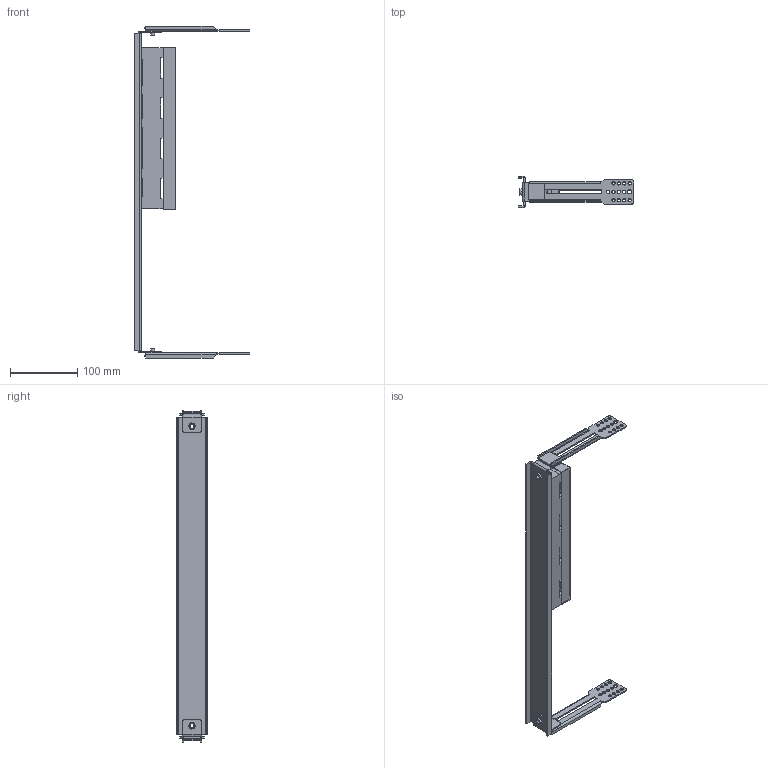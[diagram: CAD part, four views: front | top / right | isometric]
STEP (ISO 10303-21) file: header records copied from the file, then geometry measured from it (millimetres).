
FILE_DESCRIPTION((''),'2;1');
FILE_NAME('001341880_LG_T6_A_EPLAN_ASM','2023-03-08T13:37:39',('klemen.sitar'),('Audax d.o.o.'),'CREO PARAMETRIC BY PTC INC, 2021304','CREO PARAMETRIC BY PTC INC, 2021304','');
FILE_SCHEMA(('AP242_MANAGED_MODEL_BASED_3D_ENGINEERING_MIM_LF { 1 0 10303 442 1 1 4 }'));
Length unit declared in the file: millimetre
Products named in the file (14): OPEN_CASCADE_STEP_TRANSLAT-28_2; OPEN_CASCADE_STEP_TRANSLATOR-_4_ASM; P1_ASM; 33675_01_L_SST-UNTERTEIL_4-PO_1; 67481_EJOT-PT-SCHRAUBE_1_1_1; PRT0114_1_1; G1440002_L_SAMMELSCHIENENTRAE_1_ASM; ASM0002_ASM; OPEN_CASCADE_STEP_TRANSLATOR_17; PRT0003_1; OPEN_CASCADE_STEP_TRANSLAT-2617; ASM0001_ASM_1_1_ASM; 001341201_LG_V6R_B_ASM; 001341880_LG_T6_A_EPLAN_ASM
Assembly tree (18 placements, depth 4):
  001341880_LG_T6_A_EPLAN_ASM
    P1_ASM
      OPEN_CASCADE_STEP_TRANSLATOR-_4_ASM
        OPEN_CASCADE_STEP_TRANSLAT-28_2
    ASM0002_ASM
      G1440002_L_SAMMELSCHIENENTRAE_1_ASM
        33675_01_L_SST-UNTERTEIL_4-PO_1
        67481_EJOT-PT-SCHRAUBE_1_1_1  x5
        PRT0114_1_1
    001341201_LG_V6R_B_ASM  x2
      ASM0001_ASM_1_1_ASM
        OPEN_CASCADE_STEP_TRANSLATOR_17
        PRT0003_1
        OPEN_CASCADE_STEP_TRANSLAT-2617
Bounding box: 171.86 x 46.18 x 494.6 mm (x, y, z)
Volume: 230079.3 mm3; surface area: 165625 mm2
Topology: 14 solids, 14 shells, 1377 faces, 3351 edges, 2046 vertices
Faces by surface type: plane 952, cylinder 245, torus 125, cone 40, sphere 15
Entity records: 31307 total; most frequent: CARTESIAN_POINT 4141, DIRECTION 3687, ORIENTED_EDGE 3548, PRESENTATION_STYLE_ASSIGNMENT 2197, STYLED_ITEM 2197, CURVE_STYLE 1774, EDGE_CURVE 1774, AXIS2_PLACEMENT_3D 1267
